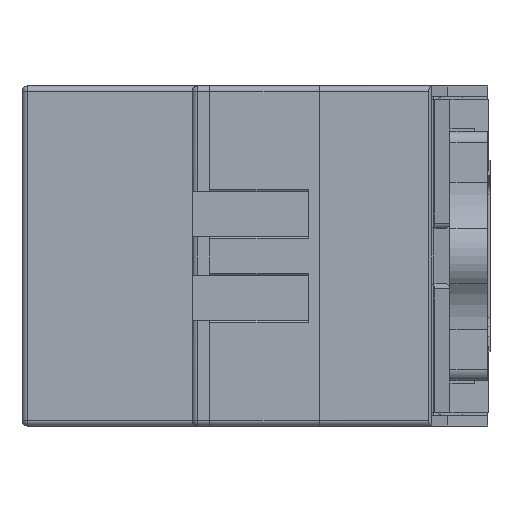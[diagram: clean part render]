
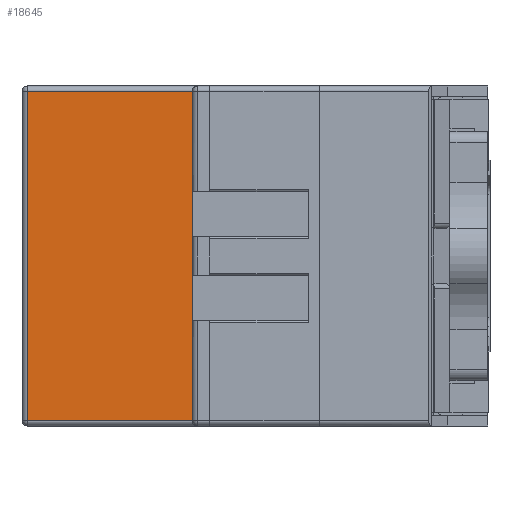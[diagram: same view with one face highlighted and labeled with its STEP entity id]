
A CAD part, left-side view. The second image highlights one B-rep face of the part: STEP entity #18645.
In plain terms, the highlighted planar face has unit normal (-1, 0, 0).
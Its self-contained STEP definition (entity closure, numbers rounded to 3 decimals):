
#3800=DIRECTION('',(0.,-1.,0.));
#3801=VECTOR('',#3800,6.35);
#3802=CARTESIAN_POINT('',(21.8,26.6,11.475));
#3803=LINE('',#3802,#3801);
#3804=DIRECTION('',(0.,1.,0.));
#3805=VECTOR('',#3804,6.35);
#3806=CARTESIAN_POINT('',(21.8,20.25,-11.475));
#3807=LINE('',#3806,#3805);
#3808=DIRECTION('',(0.,0.,1.));
#3809=VECTOR('',#3808,3.525);
#3810=CARTESIAN_POINT('',(21.8,20.25,-15.));
#3811=LINE('',#3810,#3809);
#3812=DIRECTION('',(0.,1.,0.));
#3813=VECTOR('',#3812,21.7);
#3814=CARTESIAN_POINT('',(21.8,20.25,-15.));
#3815=LINE('',#3814,#3813);
#3816=DIRECTION('',(0.,0.,-1.));
#3817=VECTOR('',#3816,30.);
#3818=CARTESIAN_POINT('',(21.8,41.95,15.));
#3819=LINE('',#3818,#3817);
#3820=DIRECTION('',(0.,-1.,0.));
#3821=VECTOR('',#3820,21.7);
#3822=CARTESIAN_POINT('',(21.8,41.95,15.));
#3823=LINE('',#3822,#3821);
#3824=DIRECTION('',(0.,0.,-1.));
#3825=VECTOR('',#3824,3.525);
#3826=CARTESIAN_POINT('',(21.8,20.25,15.));
#3827=LINE('',#3826,#3825);
#3838=CARTESIAN_POINT('',(21.8,26.95,10.788));
#3839=CARTESIAN_POINT('',(21.8,26.95,10.808));
#3840=CARTESIAN_POINT('',(21.8,26.948,10.852));
#3841=CARTESIAN_POINT('',(21.8,26.936,10.921));
#3842=CARTESIAN_POINT('',(21.8,26.914,10.996));
#3843=CARTESIAN_POINT('',(21.8,26.881,11.077));
#3844=CARTESIAN_POINT('',(21.8,26.834,11.166));
#3845=CARTESIAN_POINT('',(21.8,26.771,11.262));
#3846=CARTESIAN_POINT('',(21.8,26.692,11.365));
#3847=CARTESIAN_POINT('',(21.8,26.632,11.437));
#3848=CARTESIAN_POINT('',(21.8,26.6,11.475));
#4018=CARTESIAN_POINT('',(21.8,26.6,-11.475));
#4019=CARTESIAN_POINT('',(21.8,26.632,-11.437));
#4020=CARTESIAN_POINT('',(21.8,26.692,-11.365));
#4021=CARTESIAN_POINT('',(21.8,26.771,-11.262));
#4022=CARTESIAN_POINT('',(21.8,26.834,-11.166));
#4023=CARTESIAN_POINT('',(21.8,26.881,-11.077));
#4024=CARTESIAN_POINT('',(21.8,26.914,-10.996));
#4025=CARTESIAN_POINT('',(21.8,26.936,-10.921));
#4026=CARTESIAN_POINT('',(21.8,26.948,-10.852));
#4027=CARTESIAN_POINT('',(21.8,26.95,-10.808));
#4028=CARTESIAN_POINT('',(21.8,26.95,-10.788));
#4035=DIRECTION('',(0.,0.,1.));
#4036=VECTOR('',#4035,21.575);
#4037=CARTESIAN_POINT('',(21.8,26.95,-10.788));
#4038=LINE('',#4037,#4036);
#14633=CARTESIAN_POINT('',(21.8,41.95,-15.));
#14635=VERTEX_POINT('',#14633);
#14678=CARTESIAN_POINT('',(21.8,41.95,15.));
#14679=VERTEX_POINT('',#14678);
#14698=CARTESIAN_POINT('',(21.8,20.25,-15.));
#14699=VERTEX_POINT('',#14698);
#14702=CARTESIAN_POINT('',(21.8,20.25,-11.475));
#14703=VERTEX_POINT('',#14702);
#14733=CARTESIAN_POINT('',(21.8,20.25,15.));
#14734=CARTESIAN_POINT('',(21.8,20.25,11.475));
#14735=VERTEX_POINT('',#14733);
#14736=VERTEX_POINT('',#14734);
#14807=CARTESIAN_POINT('',(21.8,26.95,-10.788));
#14809=VERTEX_POINT('',#14807);
#14811=CARTESIAN_POINT('',(21.8,26.6,-11.475));
#14813=VERTEX_POINT('',#14811);
#14836=CARTESIAN_POINT('',(21.8,26.6,11.475));
#14838=VERTEX_POINT('',#14836);
#14840=CARTESIAN_POINT('',(21.8,26.95,10.788));
#14842=VERTEX_POINT('',#14840);
#18621=CARTESIAN_POINT('',(21.8,41.95,-15.5));
#18622=DIRECTION('',(-1.,0.,0.));
#18623=DIRECTION('',(0.,-1.,0.));
#18624=AXIS2_PLACEMENT_3D('',#18621,#18622,#18623);
#18625=PLANE('',#18624);
#18627=ORIENTED_EDGE('',*,*,#18626,.F.);
#18629=ORIENTED_EDGE('',*,*,#18628,.F.);
#18631=ORIENTED_EDGE('',*,*,#18630,.F.);
#18633=ORIENTED_EDGE('',*,*,#18632,.F.);
#18635=ORIENTED_EDGE('',*,*,#18634,.F.);
#18637=ORIENTED_EDGE('',*,*,#18636,.F.);
#18638=ORIENTED_EDGE('',*,*,#18565,.T.);
#18639=ORIENTED_EDGE('',*,*,#18615,.F.);
#18640=ORIENTED_EDGE('',*,*,#17860,.T.);
#18642=ORIENTED_EDGE('',*,*,#18641,.T.);
#18643=EDGE_LOOP('',(#18627,#18629,#18631,#18633,#18635,#18637,#18638,#18639,
#18640,#18642));
#18644=FACE_OUTER_BOUND('',#18643,.F.);
#3849=B_SPLINE_CURVE_WITH_KNOTS('',3,(#3838,#3839,#3840,#3841,#3842,#3843,#3844,
#3845,#3846,#3847,#3848),.UNSPECIFIED.,.F.,.F.,(4,1,1,1,1,1,1,1,4),(0.,
0.125,0.25,0.375,0.5,0.625,0.75,0.875,1.),.UNSPECIFIED.);
#4029=B_SPLINE_CURVE_WITH_KNOTS('',3,(#4018,#4019,#4020,#4021,#4022,#4023,#4024,
#4025,#4026,#4027,#4028),.UNSPECIFIED.,.F.,.F.,(4,1,1,1,1,1,1,1,4),(0.,
0.125,0.25,0.375,0.5,0.625,0.75,0.875,1.),.UNSPECIFIED.);
#17860=EDGE_CURVE('',#14679,#14735,#3823,.T.);
#18565=EDGE_CURVE('',#14699,#14635,#3815,.T.);
#18615=EDGE_CURVE('',#14679,#14635,#3819,.T.);
#18626=EDGE_CURVE('',#14838,#14736,#3803,.T.);
#18628=EDGE_CURVE('',#14842,#14838,#3849,.T.);
#18630=EDGE_CURVE('',#14809,#14842,#4038,.T.);
#18632=EDGE_CURVE('',#14813,#14809,#4029,.T.);
#18634=EDGE_CURVE('',#14703,#14813,#3807,.T.);
#18636=EDGE_CURVE('',#14699,#14703,#3811,.T.);
#18641=EDGE_CURVE('',#14735,#14736,#3827,.T.);
#18645=ADVANCED_FACE('',(#18644),#18625,.T.);
